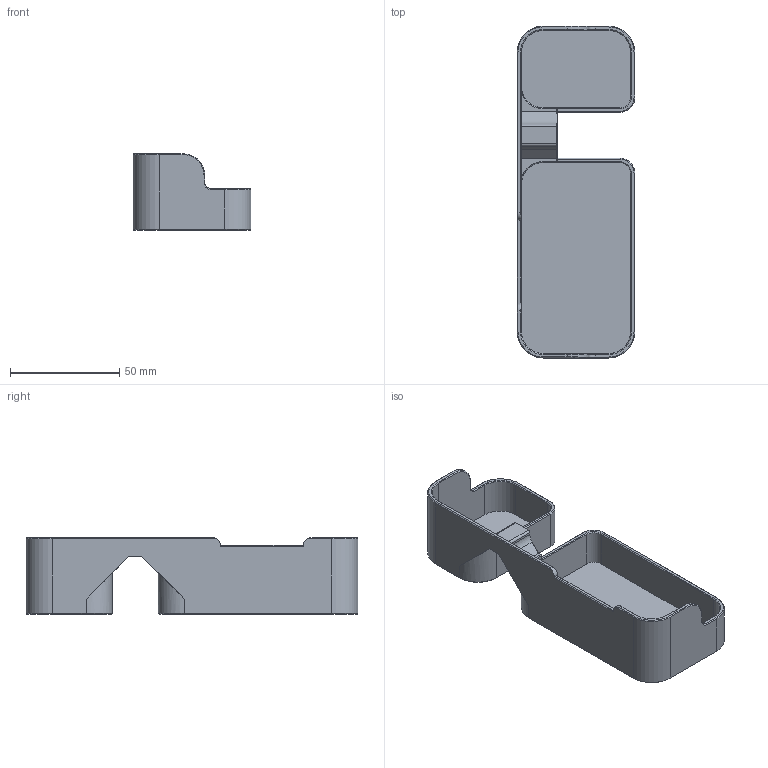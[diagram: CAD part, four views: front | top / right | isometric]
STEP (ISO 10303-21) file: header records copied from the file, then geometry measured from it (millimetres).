
FILE_DESCRIPTION(/* description */ (''),/* implementation_level */ '2;1');
FILE_NAME(/* name */ 'Bucket_350_Klicky.stp',/* time_stamp */ '2021-08-31T12:46:46+02:00',/* author */ ('Rama'),/* organization */ (''),/* preprocessor_version */ 'ST-DEVELOPER v18.1',/* originating_system */ 'Autodesk Inventor 2021',/* authorisation */ '');
FILE_SCHEMA (('AUTOMOTIVE_DESIGN { 1 0 10303 214 3 1 1 }'));
Length unit declared in the file: millimetre
Products named in the file (1): Bucket_350mm
Bounding box: 54 x 152 x 35 mm (x, y, z)
Volume: 35804.8 mm3; surface area: 36271.5 mm2
Topology: 1 solids, 1 shells, 158 faces, 384 edges, 228 vertices
Faces by surface type: plane 98, cone 34, cylinder 26
Entity records: 4716 total; most frequent: DIRECTION 794, CARTESIAN_POINT 775, ORIENTED_EDGE 768, EDGE_CURVE 384, LINE 288, VECTOR 288, AXIS2_PLACEMENT_3D 253, VERTEX_POINT 228
